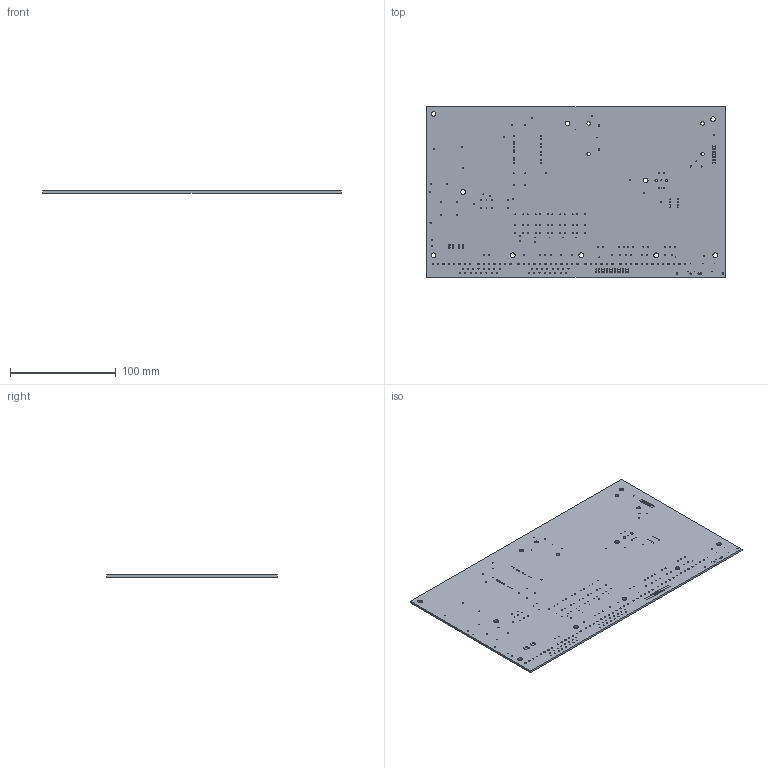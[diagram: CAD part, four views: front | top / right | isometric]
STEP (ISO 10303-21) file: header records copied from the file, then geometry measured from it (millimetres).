
FILE_DESCRIPTION(('Unknown'),'2;1');
FILE_NAME('','Unknown',('Unknown'),('Unknown'),'','Unknown','');
FILE_SCHEMA(('CONFIG_CONTROL_DESIGN'));
Length unit declared in the file: millimetre
Bounding box: 283 x 162 x 2 mm (x, y, z)
Volume: 90847.4 mm3; surface area: 94711.2 mm2
Topology: 1 solids, 1 shells, 359 faces, 1000 edges, 693 vertices
Faces by surface type: cylinder 303, plane 56
Full cylindrical faces by diameter (mm): 0.2 x5, 0.5 x12, 0.8 x57, 0.9 x1, 1 x151, 1.3 x53, 1.4 x8, 2.6 x2, 3.3 x4, 4.5 x10
Entity records: 10848 total; most frequent: DIRECTION 1944, CARTESIAN_POINT 1592, ORIENTED_EDGE 1236, EDGE_LOOP 1218, AXIS2_PLACEMENT_3D 966, FACE_BOUND 859, EDGE_CURVE 618, VERTEX_POINT 614
